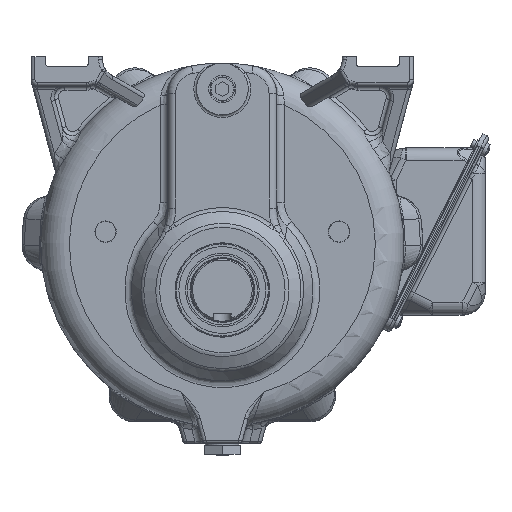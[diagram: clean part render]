
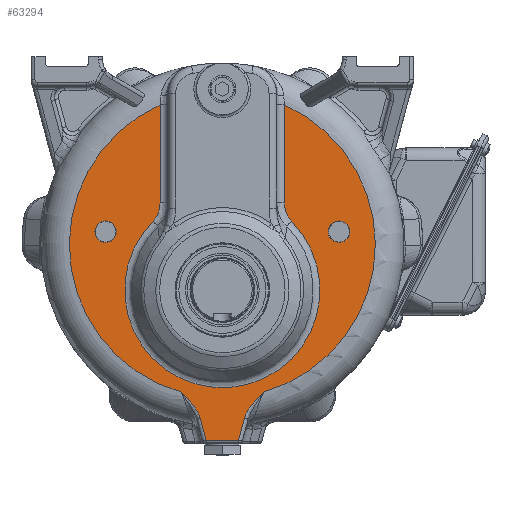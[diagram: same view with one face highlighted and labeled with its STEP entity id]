
A CAD part, top view. The second image highlights one B-rep face of the part: STEP entity #63294.
In plain terms, the highlighted planar face has unit normal (0, 0, 1).
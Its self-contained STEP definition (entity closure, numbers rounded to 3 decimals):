
#1956=LINE('',#93982,#6554);
#1957=LINE('',#94001,#6555);
#1958=LINE('',#94010,#6556);
#1959=LINE('',#94012,#6557);
#1960=LINE('',#94014,#6558);
#6554=VECTOR('',#74723,1000.);
#6555=VECTOR('',#74726,1000.);
#6556=VECTOR('',#74727,1000.);
#6557=VECTOR('',#74728,1000.);
#6558=VECTOR('',#74729,1000.);
#11086=PLANE('',#67690);
#12470=B_SPLINE_CURVE_WITH_KNOTS('',3,(#93984,#93985,#93986,#93987,#93988,
#93989,#93990),.UNSPECIFIED.,.F.,.F.,(4,1,1,1,4),(0.,0.004,
0.008,0.012,0.016),
 .UNSPECIFIED.);
#12471=B_SPLINE_CURVE_WITH_KNOTS('',3,(#93994,#93995,#93996,#93997,#93998,
#93999),.UNSPECIFIED.,.F.,.F.,(4,1,1,4),(0.,0.008,0.012,
0.016),.UNSPECIFIED.);
#12472=B_SPLINE_CURVE_WITH_KNOTS('',3,(#94002,#94003,#94004,#94005,#94006,
#94007,#94008),.UNSPECIFIED.,.F.,.F.,(4,1,1,1,4),(0.,0.006,
0.013,0.019,0.025),.UNSPECIFIED.);
#12473=B_SPLINE_CURVE_WITH_KNOTS('',3,(#94016,#94017,#94018,#94019,#94020,
#94021,#94022),.UNSPECIFIED.,.F.,.F.,(4,1,1,1,4),(0.,0.006,
0.013,0.019,0.025),.UNSPECIFIED.);
#14205=ORIENTED_EDGE('',*,*,#33665,.T.);
#14206=ORIENTED_EDGE('',*,*,#33667,.T.);
#14207=ORIENTED_EDGE('',*,*,#33805,.F.);
#14208=ORIENTED_EDGE('',*,*,#33825,.T.);
#14209=ORIENTED_EDGE('',*,*,#33826,.F.);
#14210=ORIENTED_EDGE('',*,*,#33827,.T.);
#14211=ORIENTED_EDGE('',*,*,#33828,.F.);
#14212=ORIENTED_EDGE('',*,*,#33829,.T.);
#14213=ORIENTED_EDGE('',*,*,#33818,.F.);
#14214=ORIENTED_EDGE('',*,*,#33830,.T.);
#14215=ORIENTED_EDGE('',*,*,#33831,.T.);
#14216=ORIENTED_EDGE('',*,*,#33832,.T.);
#14217=ORIENTED_EDGE('',*,*,#33833,.T.);
#14218=ORIENTED_EDGE('',*,*,#33834,.T.);
#33665=EDGE_CURVE('',#43482,#43482,#49703,.T.);
#33667=EDGE_CURVE('',#43484,#43484,#49705,.T.);
#33805=EDGE_CURVE('',#43601,#43602,#49733,.T.);
#33818=EDGE_CURVE('',#43609,#43610,#49735,.T.);
#33825=EDGE_CURVE('',#43601,#43615,#1956,.F.);
#33826=EDGE_CURVE('',#43616,#43615,#12470,.T.);
#33827=EDGE_CURVE('',#43616,#43617,#49736,.T.);
#33828=EDGE_CURVE('',#43618,#43617,#12471,.T.);
#33829=EDGE_CURVE('',#43618,#43610,#1957,.F.);
#33830=EDGE_CURVE('',#43609,#43619,#12472,.F.);
#33831=EDGE_CURVE('',#43619,#43620,#1958,.F.);
#33832=EDGE_CURVE('',#43620,#43621,#1959,.T.);
#33833=EDGE_CURVE('',#43621,#43622,#1960,.T.);
#33834=EDGE_CURVE('',#43622,#43602,#12473,.T.);
#43482=VERTEX_POINT('',#92890);
#43484=VERTEX_POINT('',#92895);
#43601=VERTEX_POINT('',#93847);
#43602=VERTEX_POINT('',#93849);
#43609=VERTEX_POINT('',#93936);
#43610=VERTEX_POINT('',#93938);
#43615=VERTEX_POINT('',#93983);
#43616=VERTEX_POINT('',#93991);
#43617=VERTEX_POINT('',#93993);
#43618=VERTEX_POINT('',#94000);
#43619=VERTEX_POINT('',#94009);
#43620=VERTEX_POINT('',#94011);
#43621=VERTEX_POINT('',#94013);
#43622=VERTEX_POINT('',#94015);
#49703=CIRCLE('',#67632,8.327);
#49705=CIRCLE('',#67635,8.327);
#49733=CIRCLE('',#67686,118.);
#49735=CIRCLE('',#67689,118.);
#49736=CIRCLE('',#67691,75.279);
#52842=EDGE_LOOP('',(#14205));
#52843=EDGE_LOOP('',(#14206));
#52844=EDGE_LOOP('',(#14207,#14208,#14209,#14210,#14211,#14212,#14213,#14214,
#14215,#14216,#14217,#14218));
#57346=FACE_BOUND('',#52842,.T.);
#57347=FACE_BOUND('',#52843,.T.);
#57348=FACE_BOUND('',#52844,.T.);
#63294=ADVANCED_FACE('',(#57346,#57347,#57348),#11086,.F.);
#67632=AXIS2_PLACEMENT_3D('',#92889,#74569,#74570);
#67635=AXIS2_PLACEMENT_3D('',#92894,#74575,#74576);
#67686=AXIS2_PLACEMENT_3D('',#93848,#74713,#74714);
#67689=AXIS2_PLACEMENT_3D('',#93937,#74719,#74720);
#67690=AXIS2_PLACEMENT_3D('',#93981,#74721,#74722);
#67691=AXIS2_PLACEMENT_3D('',#93992,#74724,#74725);
#74569=DIRECTION('',(0.,0.,-1.));
#74570=DIRECTION('',(-1.,0.,0.));
#74575=DIRECTION('',(0.,0.,-1.));
#74576=DIRECTION('',(-1.,0.,0.));
#74713=DIRECTION('',(0.,0.,-1.));
#74714=DIRECTION('',(-1.,0.,0.));
#74719=DIRECTION('',(0.,0.,-1.));
#74720=DIRECTION('',(-1.,0.,0.));
#74721=DIRECTION('',(0.,0.,-1.));
#74722=DIRECTION('',(-1.,0.,0.));
#74723=DIRECTION('',(0.,1.,0.));
#74724=DIRECTION('',(0.,0.,-1.));
#74725=DIRECTION('',(-1.,0.,0.));
#74726=DIRECTION('',(0.,-1.,0.));
#74727=DIRECTION('',(-0.259,0.966,0.));
#74728=DIRECTION('',(1.,0.,0.));
#74729=DIRECTION('',(0.259,0.966,0.));
#92889=CARTESIAN_POINT('',(-90.,10.,104.));
#92890=CARTESIAN_POINT('',(-98.327,10.,104.));
#92894=CARTESIAN_POINT('',(90.,10.,104.));
#92895=CARTESIAN_POINT('',(81.673,10.,104.));
#93847=CARTESIAN_POINT('',(48.,107.796,104.));
#93848=CARTESIAN_POINT('',(0.,0.,104.));
#93849=CARTESIAN_POINT('',(31.756,-113.647,104.));
#93936=CARTESIAN_POINT('',(-31.756,-113.647,104.));
#93937=CARTESIAN_POINT('',(0.,0.,104.));
#93938=CARTESIAN_POINT('',(-48.,107.796,104.));
#93981=CARTESIAN_POINT('',(0.,0.,104.));
#93982=CARTESIAN_POINT('',(48.,23.253,104.));
#93983=CARTESIAN_POINT('',(48.,32.217,104.));
#93984=CARTESIAN_POINT('',(53.4,18.061,104.));
#93985=CARTESIAN_POINT('',(52.479,18.987,104.));
#93986=CARTESIAN_POINT('',(50.883,21.07,104.));
#93987=CARTESIAN_POINT('',(49.219,24.567,104.));
#93988=CARTESIAN_POINT('',(48.219,28.351,104.));
#93989=CARTESIAN_POINT('',(48.,30.914,104.));
#93990=CARTESIAN_POINT('',(48.,32.217,104.));
#93991=CARTESIAN_POINT('',(53.4,18.061,104.));
#93992=CARTESIAN_POINT('',(0.,-35.,104.));
#93993=CARTESIAN_POINT('',(-53.4,18.061,104.));
#93994=CARTESIAN_POINT('',(-48.,32.217,104.));
#93995=CARTESIAN_POINT('',(-48.,29.613,104.));
#93996=CARTESIAN_POINT('',(-48.658,25.74,104.));
#93997=CARTESIAN_POINT('',(-50.911,21.025,104.));
#93998=CARTESIAN_POINT('',(-52.479,18.987,104.));
#93999=CARTESIAN_POINT('',(-53.4,18.061,104.));
#94000=CARTESIAN_POINT('',(-48.,32.217,104.));
#94001=CARTESIAN_POINT('',(-48.,110.272,104.));
#94002=CARTESIAN_POINT('',(-17.031,-133.829,104.));
#94003=CARTESIAN_POINT('',(-17.582,-131.774,104.));
#94004=CARTESIAN_POINT('',(-19.342,-127.95,104.));
#94005=CARTESIAN_POINT('',(-23.095,-122.817,104.));
#94006=CARTESIAN_POINT('',(-27.33,-118.165,104.));
#94007=CARTESIAN_POINT('',(-30.294,-115.15,104.));
#94008=CARTESIAN_POINT('',(-31.756,-113.647,104.));
#94009=CARTESIAN_POINT('',(-17.031,-133.829,104.));
#94010=CARTESIAN_POINT('',(-49.347,-13.223,104.));
#94011=CARTESIAN_POINT('',(-12.43,-151.,104.));
#94012=CARTESIAN_POINT('',(0.,-151.,104.));
#94013=CARTESIAN_POINT('',(12.43,-151.,104.));
#94014=CARTESIAN_POINT('',(49.347,-13.223,104.));
#94015=CARTESIAN_POINT('',(17.031,-133.829,104.));
#94016=CARTESIAN_POINT('',(17.031,-133.829,104.));
#94017=CARTESIAN_POINT('',(17.582,-131.774,104.));
#94018=CARTESIAN_POINT('',(19.342,-127.95,104.));
#94019=CARTESIAN_POINT('',(23.095,-122.817,104.));
#94020=CARTESIAN_POINT('',(27.33,-118.165,104.));
#94021=CARTESIAN_POINT('',(30.294,-115.15,104.));
#94022=CARTESIAN_POINT('',(31.756,-113.647,104.));
